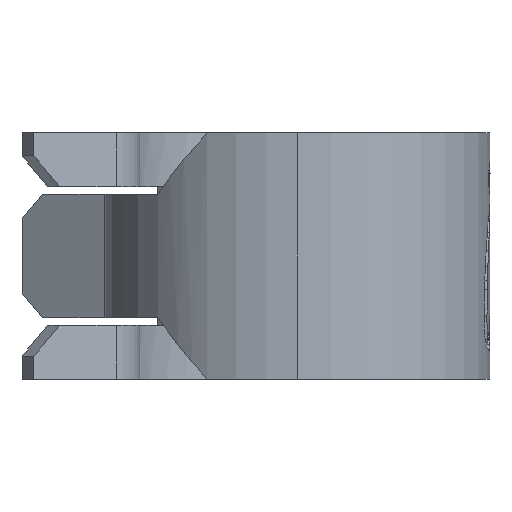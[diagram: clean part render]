
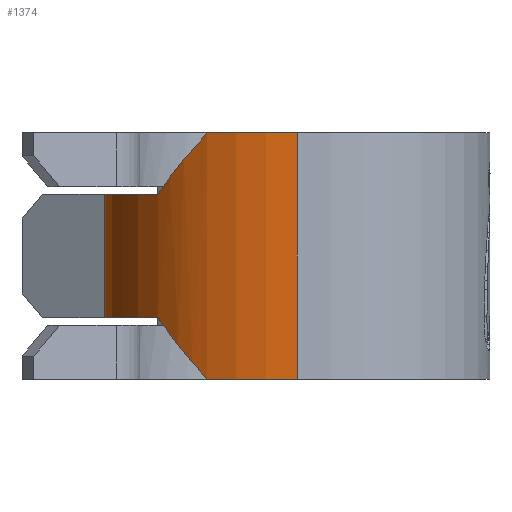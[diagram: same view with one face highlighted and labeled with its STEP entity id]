
A CAD part, left-side view. The second image highlights one B-rep face of the part: STEP entity #1374.
In plain terms, the highlighted cylindrical face has radius 6.25 mm (diameter 12.5 mm), a partial arc.
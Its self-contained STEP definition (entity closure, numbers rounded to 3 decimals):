
#2 = AXIS2_PLACEMENT_3D ( 'NONE', #5346, #1041, #4935 ) ;
#18 = CARTESIAN_POINT ( 'NONE',  ( 2.131, 5.875, -2. ) ) ;
#84 = CIRCLE ( 'NONE', #1519, 6.25 ) ;
#117 = ORIENTED_EDGE ( 'NONE', *, *, #5080, .F. ) ;
#196 = ORIENTED_EDGE ( 'NONE', *, *, #331, .T. ) ;
#331 = EDGE_CURVE ( 'NONE', #4048, #3217, #3525, .T. ) ;
#420 = DIRECTION ( 'NONE',  ( 0., 0., -1. ) ) ;
#449 = ORIENTED_EDGE ( 'NONE', *, *, #3668, .T. ) ;
#654 = CARTESIAN_POINT ( 'NONE',  ( -5.527, 2.918, 4. ) ) ;
#712 = CIRCLE ( 'NONE', #2781, 6.25 ) ;
#742 = EDGE_CURVE ( 'NONE', #3217, #4568, #2980, .T. ) ;
#789 = DIRECTION ( 'NONE',  ( 1., 0., 0. ) ) ;
#805 = LINE ( 'NONE', #4999, #4404 ) ;
#811 =( BOUNDED_CURVE ( )  B_SPLINE_CURVE ( 3, ( #654, #3685, #3133, #3573 ),
 .UNSPECIFIED., .F., .T. ) 
 B_SPLINE_CURVE_WITH_KNOTS ( ( 4, 4 ),
 ( 4.387, 4.712 ),
 .UNSPECIFIED. ) 
 CURVE ( )  GEOMETRIC_REPRESENTATION_ITEM ( )  RATIONAL_B_SPLINE_CURVE ( ( 1., 0.991, 0.991, 1. ) ) 
 REPRESENTATION_ITEM ( '' )  );
#958 = DIRECTION ( 'NONE',  ( -1., 0., 0. ) ) ;
#1041 = DIRECTION ( 'NONE',  ( 0., 0., 1. ) ) ;
#1126 = ORIENTED_EDGE ( 'NONE', *, *, #3300, .T. ) ;
#1134 = CARTESIAN_POINT ( 'NONE',  ( -5.527, 2.918, 4. ) ) ;
#1164 = CARTESIAN_POINT ( 'NONE',  ( -4.302, 4.534, -2. ) ) ;
#1188 = ORIENTED_EDGE ( 'NONE', *, *, #742, .T. ) ;
#1239 = CARTESIAN_POINT ( 'NONE',  ( 2.131, 5.875, 2. ) ) ;
#1249 = DIRECTION ( 'NONE',  ( 0., 0., 1. ) ) ;
#1374 = ADVANCED_FACE ( 'NONE', ( #3073 ), #3474, .T. ) ;
#1467 = EDGE_CURVE ( 'NONE', #2797, #4568, #2571, .T. ) ;
#1519 = AXIS2_PLACEMENT_3D ( 'NONE', #2756, #3199, #3227 ) ;
#1589 = CARTESIAN_POINT ( 'NONE',  ( -6.25, 0., -4. ) ) ;
#1801 = DIRECTION ( 'NONE',  ( 0., 0., -1. ) ) ;
#1991 = CARTESIAN_POINT ( 'NONE',  ( -4.797, 4.064, -2.682 ) ) ;
#2204 = CARTESIAN_POINT ( 'NONE',  ( 0., 0., 4. ) ) ;
#2266 = CARTESIAN_POINT ( 'NONE',  ( -4.302, 4.534, 2. ) ) ;
#2453 = EDGE_CURVE ( 'NONE', #3728, #2797, #3248, .T. ) ;
#2541 = ORIENTED_EDGE ( 'NONE', *, *, #1467, .F. ) ;
#2564 = CARTESIAN_POINT ( 'NONE',  ( 0., 0., 2. ) ) ;
#2571 = LINE ( 'NONE', #4302, #2811 ) ;
#2632 = AXIS2_PLACEMENT_3D ( 'NONE', #2204, #1801, #958 ) ;
#2635 = CARTESIAN_POINT ( 'NONE',  ( -5.527, 2.918, -4. ) ) ;
#2718 = AXIS2_PLACEMENT_3D ( 'NONE', #2939, #3745, #789 ) ;
#2756 = CARTESIAN_POINT ( 'NONE',  ( 0., 0., -2. ) ) ;
#2781 = AXIS2_PLACEMENT_3D ( 'NONE', #2564, #1249, #4321 ) ;
#2797 = VERTEX_POINT ( 'NONE', #5467 ) ;
#2811 = VECTOR ( 'NONE', #420, 1000. ) ;
#2843 = CARTESIAN_POINT ( 'NONE',  ( -5.208, 3.521, -3.354 ) ) ;
#2939 = CARTESIAN_POINT ( 'NONE',  ( 0., 0., -4. ) ) ;
#2980 = CIRCLE ( 'NONE', #2718, 6.25 ) ;
#3073 = FACE_OUTER_BOUND ( 'NONE', #3620, .T. ) ;
#3133 = CARTESIAN_POINT ( 'NONE',  ( -4.797, 4.064, 2.682 ) ) ;
#3199 = DIRECTION ( 'NONE',  ( 0., 0., -1. ) ) ;
#3217 = VERTEX_POINT ( 'NONE', #2635 ) ;
#3227 = DIRECTION ( 'NONE',  ( -1., 0., 0. ) ) ;
#3248 = CIRCLE ( 'NONE', #2, 6.25 ) ;
#3300 = EDGE_CURVE ( 'NONE', #3728, #5027, #811, .T. ) ;
#3474 = CYLINDRICAL_SURFACE ( 'NONE', #2632, 6.25 ) ;
#3525 =( BOUNDED_CURVE ( )  B_SPLINE_CURVE ( 3, ( #1164, #1991, #2843, #4153 ),
 .UNSPECIFIED., .F., .F. ) 
 B_SPLINE_CURVE_WITH_KNOTS ( ( 4, 4 ),
 ( 4.712, 5.038 ),
 .UNSPECIFIED. ) 
 CURVE ( )  GEOMETRIC_REPRESENTATION_ITEM ( )  RATIONAL_B_SPLINE_CURVE ( ( 1., 0.991, 0.991, 1. ) ) 
 REPRESENTATION_ITEM ( '' )  );
#3555 = EDGE_CURVE ( 'NONE', #4907, #5027, #712, .T. ) ;
#3573 = CARTESIAN_POINT ( 'NONE',  ( -4.302, 4.534, 2. ) ) ;
#3620 = EDGE_LOOP ( 'NONE', ( #2541, #4310, #1126, #3738, #449, #117, #196, #1188 ) ) ;
#3668 = EDGE_CURVE ( 'NONE', #4907, #4732, #805, .T. ) ;
#3685 = CARTESIAN_POINT ( 'NONE',  ( -5.208, 3.521, 3.354 ) ) ;
#3728 = VERTEX_POINT ( 'NONE', #1134 ) ;
#3738 = ORIENTED_EDGE ( 'NONE', *, *, #3555, .F. ) ;
#3745 = DIRECTION ( 'NONE',  ( 0., 0., 1. ) ) ;
#4048 = VERTEX_POINT ( 'NONE', #4805 ) ;
#4153 = CARTESIAN_POINT ( 'NONE',  ( -5.527, 2.918, -4. ) ) ;
#4302 = CARTESIAN_POINT ( 'NONE',  ( -6.25, 0., 4. ) ) ;
#4310 = ORIENTED_EDGE ( 'NONE', *, *, #2453, .F. ) ;
#4321 = DIRECTION ( 'NONE',  ( 1., 0., 0. ) ) ;
#4404 = VECTOR ( 'NONE', #4473, 1000. ) ;
#4473 = DIRECTION ( 'NONE',  ( 0., 0., -1. ) ) ;
#4568 = VERTEX_POINT ( 'NONE', #1589 ) ;
#4732 = VERTEX_POINT ( 'NONE', #18 ) ;
#4805 = CARTESIAN_POINT ( 'NONE',  ( -4.302, 4.534, -2. ) ) ;
#4907 = VERTEX_POINT ( 'NONE', #1239 ) ;
#4935 = DIRECTION ( 'NONE',  ( 1., 0., 0. ) ) ;
#4999 = CARTESIAN_POINT ( 'NONE',  ( 2.131, 5.875, 4. ) ) ;
#5027 = VERTEX_POINT ( 'NONE', #2266 ) ;
#5080 = EDGE_CURVE ( 'NONE', #4048, #4732, #84, .T. ) ;
#5346 = CARTESIAN_POINT ( 'NONE',  ( 0., 0., 4. ) ) ;
#5467 = CARTESIAN_POINT ( 'NONE',  ( -6.25, 0., 4. ) ) ;
